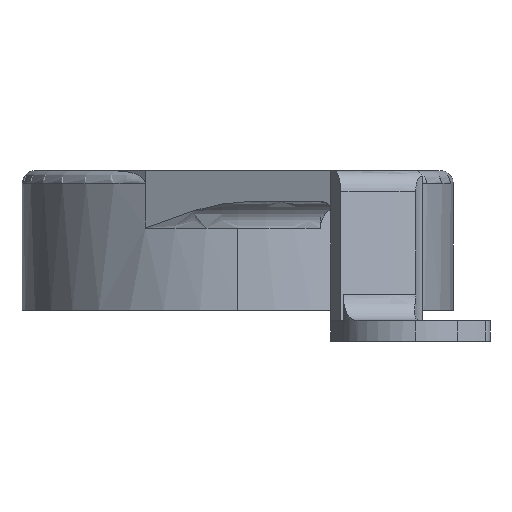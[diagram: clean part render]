
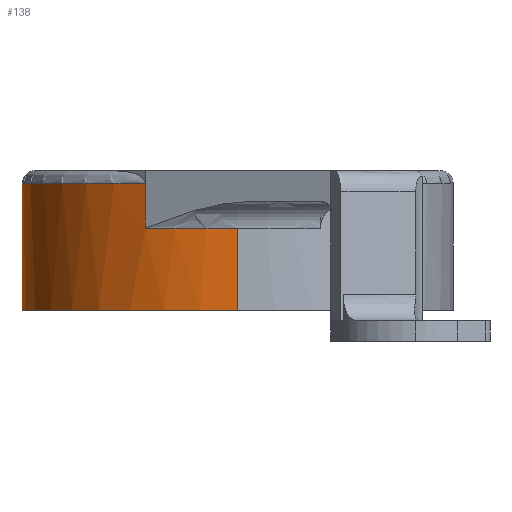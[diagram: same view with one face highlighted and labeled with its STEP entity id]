
A CAD part, left-side view. The second image highlights one B-rep face of the part: STEP entity #138.
In plain terms, the highlighted cylindrical face has radius 20.955 mm (diameter 41.91 mm), a partial arc.
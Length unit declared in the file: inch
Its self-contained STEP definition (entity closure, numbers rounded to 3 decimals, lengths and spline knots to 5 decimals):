
#53 = DIRECTION ( 'NONE',  ( 0., 0., -1. ) ) ;
#138 = ADVANCED_FACE ( 'NONE', ( #956 ), #2400, .T. ) ;
#156 = CARTESIAN_POINT ( 'NONE',  ( 0., 0., 0.23313 ) ) ;
#215 = LINE ( 'NONE', #2887, #3408 ) ;
#228 = CARTESIAN_POINT ( 'NONE',  ( 0., 0., 0.54813 ) ) ;
#268 = CIRCLE ( 'NONE', #1753, 0.825 ) ;
#326 = CIRCLE ( 'NONE', #342, 0.825 ) ;
#342 = AXIS2_PLACEMENT_3D ( 'NONE', #1898, #53, #2209 ) ;
#390 = CARTESIAN_POINT ( 'NONE',  ( -0.825, 0., 0.23313 ) ) ;
#477 = DIRECTION ( 'NONE',  ( 0., 1., 0. ) ) ;
#503 = AXIS2_PLACEMENT_3D ( 'NONE', #3630, #3021, #871 ) ;
#538 = DIRECTION ( 'NONE',  ( 1., 0., 0. ) ) ;
#731 = CARTESIAN_POINT ( 'NONE',  ( 0.825, 0., 0.71813 ) ) ;
#871 = DIRECTION ( 'NONE',  ( 1., 0., 0. ) ) ;
#956 = FACE_OUTER_BOUND ( 'NONE', #1585, .T. ) ;
#1120 = CARTESIAN_POINT ( 'NONE',  ( 0.825, 0., 0.48313 ) ) ;
#1131 = CARTESIAN_POINT ( 'NONE',  ( -0.74561, 0.35312, 0.54813 ) ) ;
#1261 = ORIENTED_EDGE ( 'NONE', *, *, #3834, .F. ) ;
#1585 = EDGE_LOOP ( 'NONE', ( #1261, #3852, #2944, #2467, #3817, #1883 ) ) ;
#1659 = DIRECTION ( 'NONE',  ( 0., 0., 1. ) ) ;
#1682 = VERTEX_POINT ( 'NONE', #3728 ) ;
#1753 = AXIS2_PLACEMENT_3D ( 'NONE', #156, #2325, #477 ) ;
#1883 = ORIENTED_EDGE ( 'NONE', *, *, #2023, .F. ) ;
#1898 = CARTESIAN_POINT ( 'NONE',  ( 0., 0., 0.71813 ) ) ;
#2023 = EDGE_CURVE ( 'NONE', #1682, #2651, #2288, .T. ) ;
#2068 = VERTEX_POINT ( 'NONE', #1131 ) ;
#2116 = CARTESIAN_POINT ( 'NONE',  ( -0.825, 0., 0.54813 ) ) ;
#2181 = VERTEX_POINT ( 'NONE', #3638 ) ;
#2209 = DIRECTION ( 'NONE',  ( 1., 0., 0. ) ) ;
#2288 = LINE ( 'NONE', #1120, #3825 ) ;
#2325 = DIRECTION ( 'NONE',  ( 0., 0., -1. ) ) ;
#2342 = LINE ( 'NONE', #2479, #3977 ) ;
#2347 = CIRCLE ( 'NONE', #2977, 0.825 ) ;
#2366 = DIRECTION ( 'NONE',  ( 0., 0., 1. ) ) ;
#2389 = DIRECTION ( 'NONE',  ( 0., 0., -1. ) ) ;
#2400 = CYLINDRICAL_SURFACE ( 'NONE', #503, 0.825 ) ;
#2467 = ORIENTED_EDGE ( 'NONE', *, *, #2983, .T. ) ;
#2479 = CARTESIAN_POINT ( 'NONE',  ( -0.825, 0., 0.48313 ) ) ;
#2525 = EDGE_CURVE ( 'NONE', #2181, #2651, #326, .T. ) ;
#2651 = VERTEX_POINT ( 'NONE', #731 ) ;
#2887 = CARTESIAN_POINT ( 'NONE',  ( -0.74561, 0.35312, 0.64813 ) ) ;
#2944 = ORIENTED_EDGE ( 'NONE', *, *, #3991, .T. ) ;
#2977 = AXIS2_PLACEMENT_3D ( 'NONE', #228, #2389, #538 ) ;
#2983 = EDGE_CURVE ( 'NONE', #2068, #2181, #215, .T. ) ;
#3021 = DIRECTION ( 'NONE',  ( 0., 0., 1. ) ) ;
#3321 = VERTEX_POINT ( 'NONE', #2116 ) ;
#3342 = EDGE_CURVE ( 'NONE', #3758, #3321, #2342, .T. ) ;
#3408 = VECTOR ( 'NONE', #1659, 39.37008 ) ;
#3630 = CARTESIAN_POINT ( 'NONE',  ( 0., 0., 0.48313 ) ) ;
#3638 = CARTESIAN_POINT ( 'NONE',  ( -0.74561, 0.35312, 0.71813 ) ) ;
#3709 = DIRECTION ( 'NONE',  ( 0., 0., 1. ) ) ;
#3728 = CARTESIAN_POINT ( 'NONE',  ( 0.825, 0., 0.23313 ) ) ;
#3758 = VERTEX_POINT ( 'NONE', #390 ) ;
#3817 = ORIENTED_EDGE ( 'NONE', *, *, #2525, .T. ) ;
#3825 = VECTOR ( 'NONE', #2366, 39.37008 ) ;
#3834 = EDGE_CURVE ( 'NONE', #3758, #1682, #268, .T. ) ;
#3852 = ORIENTED_EDGE ( 'NONE', *, *, #3342, .T. ) ;
#3977 = VECTOR ( 'NONE', #3709, 39.37008 ) ;
#3991 = EDGE_CURVE ( 'NONE', #3321, #2068, #2347, .T. ) ;
